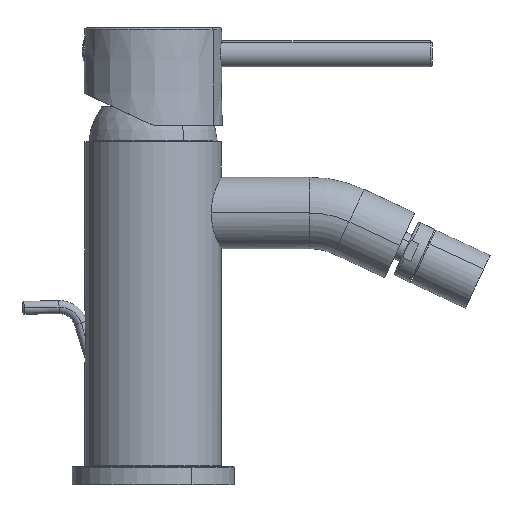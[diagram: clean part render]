
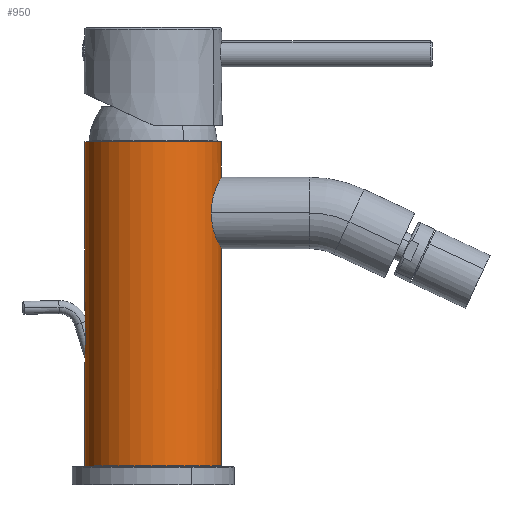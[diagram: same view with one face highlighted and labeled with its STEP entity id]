
A CAD part, front view. The second image highlights one B-rep face of the part: STEP entity #950.
In plain terms, the highlighted cylindrical face has radius 21 mm (diameter 42 mm), a partial arc.
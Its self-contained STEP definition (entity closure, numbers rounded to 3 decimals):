
#825=CARTESIAN_POINT('Axis2P3D Location',(0.,0.,50.)) ;
#830=CARTESIAN_POINT('Line Origine',(-21.,0.,50.)) ;
#834=CARTESIAN_POINT('Vertex',(-21.,0.,31.686)) ;
#836=CARTESIAN_POINT('Vertex',(-21.,0.,0.)) ;
#839=CARTESIAN_POINT('Axis2P3D Location',(0.,0.,0.)) ;
#843=CARTESIAN_POINT('Vertex',(21.,0.,0.)) ;
#846=CARTESIAN_POINT('Line Origine',(21.,0.,50.)) ;
#850=CARTESIAN_POINT('Vertex',(21.,0.,72.)) ;
#854=CARTESIAN_POINT('Control Point',(20.802,-2.877,83.265)) ;
#855=CARTESIAN_POINT('Control Point',(20.733,-3.372,82.995)) ;
#856=CARTESIAN_POINT('Control Point',(20.654,-3.835,82.666)) ;
#857=CARTESIAN_POINT('Control Point',(20.57,-4.257,82.285)) ;
#858=CARTESIAN_POINT('Control Point',(20.335,-5.302,81.089)) ;
#859=CARTESIAN_POINT('Control Point',(20.151,-5.922,79.593)) ;
#860=CARTESIAN_POINT('Control Point',(20.09,-6.11,78.549)) ;
#861=CARTESIAN_POINT('Control Point',(20.124,-6.021,76.435)) ;
#862=CARTESIAN_POINT('Control Point',(20.386,-5.079,74.557)) ;
#863=CARTESIAN_POINT('Control Point',(20.555,-4.41,73.736)) ;
#864=CARTESIAN_POINT('Control Point',(20.796,-3.148,72.731)) ;
#865=CARTESIAN_POINT('Control Point',(20.946,-1.646,72.191)) ;
#866=CARTESIAN_POINT('Control Point',(20.982,-1.104,72.064)) ;
#867=CARTESIAN_POINT('Control Point',(21.,-0.552,72.)) ;
#868=CARTESIAN_POINT('Control Point',(21.,0.,72.)) ;
#869=CARTESIAN_POINT('Vertex',(20.802,-2.877,83.265)) ;
#873=CARTESIAN_POINT('Control Point',(20.802,-2.877,83.265)) ;
#874=CARTESIAN_POINT('Control Point',(20.893,-2.221,83.623)) ;
#875=CARTESIAN_POINT('Control Point',(20.964,-1.504,83.874)) ;
#876=CARTESIAN_POINT('Control Point',(21.,-0.752,84.)) ;
#877=CARTESIAN_POINT('Control Point',(21.,0.,84.)) ;
#878=CARTESIAN_POINT('Vertex',(21.,0.,84.)) ;
#881=CARTESIAN_POINT('Line Origine',(21.,0.,50.)) ;
#885=CARTESIAN_POINT('Vertex',(21.,0.,100.)) ;
#888=CARTESIAN_POINT('Axis2P3D Location',(0.,0.,100.)) ;
#892=CARTESIAN_POINT('Vertex',(-21.,0.,100.)) ;
#895=CARTESIAN_POINT('Line Origine',(-21.,0.,50.)) ;
#899=CARTESIAN_POINT('Vertex',(-21.,0.,48.314)) ;
#903=CARTESIAN_POINT('Control Point',(-21.,0.,48.314)) ;
#904=CARTESIAN_POINT('Control Point',(-21.,-0.122,48.314)) ;
#905=CARTESIAN_POINT('Control Point',(-20.999,-0.244,48.286)) ;
#906=CARTESIAN_POINT('Control Point',(-20.997,-0.356,48.232)) ;
#907=CARTESIAN_POINT('Control Point',(-20.992,-0.632,48.048)) ;
#908=CARTESIAN_POINT('Control Point',(-20.983,-0.846,47.789)) ;
#909=CARTESIAN_POINT('Control Point',(-20.978,-0.963,47.618)) ;
#910=CARTESIAN_POINT('Control Point',(-20.963,-1.265,47.104)) ;
#911=CARTESIAN_POINT('Control Point',(-20.948,-1.488,46.549)) ;
#912=CARTESIAN_POINT('Control Point',(-20.938,-1.614,46.183)) ;
#913=CARTESIAN_POINT('Control Point',(-20.913,-1.921,45.154)) ;
#914=CARTESIAN_POINT('Control Point',(-20.892,-2.131,44.098)) ;
#915=CARTESIAN_POINT('Control Point',(-20.881,-2.239,43.421)) ;
#916=CARTESIAN_POINT('Control Point',(-20.86,-2.423,41.93)) ;
#917=CARTESIAN_POINT('Control Point',(-20.85,-2.503,40.429)) ;
#918=CARTESIAN_POINT('Control Point',(-20.849,-2.518,39.615)) ;
#919=CARTESIAN_POINT('Control Point',(-20.852,-2.493,38.17)) ;
#920=CARTESIAN_POINT('Control Point',(-20.867,-2.362,36.732)) ;
#921=CARTESIAN_POINT('Control Point',(-20.876,-2.283,36.107)) ;
#922=CARTESIAN_POINT('Control Point',(-20.896,-2.098,35.004)) ;
#923=CARTESIAN_POINT('Control Point',(-20.923,-1.8,33.927)) ;
#924=CARTESIAN_POINT('Control Point',(-20.937,-1.642,33.468)) ;
#925=CARTESIAN_POINT('Control Point',(-20.951,-1.453,33.012)) ;
#926=CARTESIAN_POINT('Control Point',(-20.966,-1.199,32.595)) ;
#927=CARTESIAN_POINT('Vertex',(-20.966,-1.199,32.595)) ;
#931=CARTESIAN_POINT('Control Point',(-21.,0.,31.686)) ;
#932=CARTESIAN_POINT('Control Point',(-21.,-0.314,31.686)) ;
#933=CARTESIAN_POINT('Control Point',(-20.994,-0.627,31.842)) ;
#934=CARTESIAN_POINT('Control Point',(-20.984,-0.84,32.08)) ;
#935=CARTESIAN_POINT('Control Point',(-20.975,-1.035,32.328)) ;
#936=CARTESIAN_POINT('Control Point',(-20.966,-1.199,32.595)) ;
#832=VECTOR('Line Direction',#831,1.) ;
#848=VECTOR('Line Direction',#847,1.) ;
#883=VECTOR('Line Direction',#882,1.) ;
#897=VECTOR('Line Direction',#896,1.) ;
#826=DIRECTION('Axis2P3D Direction',(0.,0.,1.)) ;
#827=DIRECTION('Axis2P3D XDirection',(1.,0.,0.)) ;
#831=DIRECTION('Vector Direction',(0.,0.,1.)) ;
#840=DIRECTION('Axis2P3D Direction',(0.,0.,1.)) ;
#847=DIRECTION('Vector Direction',(0.,0.,1.)) ;
#882=DIRECTION('Vector Direction',(0.,0.,1.)) ;
#889=DIRECTION('Axis2P3D Direction',(0.,0.,1.)) ;
#896=DIRECTION('Vector Direction',(0.,0.,1.)) ;
#828=AXIS2_PLACEMENT_3D('Cylinder Axis2P3D',#825,#826,#827) ;
#841=AXIS2_PLACEMENT_3D('Circle Axis2P3D',#839,#840,$) ;
#890=AXIS2_PLACEMENT_3D('Circle Axis2P3D',#888,#889,$) ;
#833=LINE('Line',#830,#832) ;
#849=LINE('Line',#846,#848) ;
#884=LINE('Line',#881,#883) ;
#898=LINE('Line',#895,#897) ;
#842=CIRCLE('generated circle',#841,21.) ;
#891=CIRCLE('generated circle',#890,21.) ;
#829=CYLINDRICAL_SURFACE('generated cylinder',#828,21.) ;
#838=EDGE_CURVE('',#835,#837,#833,.F.) ;
#845=EDGE_CURVE('',#837,#844,#842,.T.) ;
#852=EDGE_CURVE('',#844,#851,#849,.T.) ;
#871=EDGE_CURVE('',#851,#870,#853,.F.) ;
#880=EDGE_CURVE('',#870,#879,#872,.T.) ;
#887=EDGE_CURVE('',#879,#886,#884,.T.) ;
#894=EDGE_CURVE('',#886,#893,#891,.F.) ;
#901=EDGE_CURVE('',#893,#900,#898,.F.) ;
#929=EDGE_CURVE('',#900,#928,#902,.T.) ;
#937=EDGE_CURVE('',#928,#835,#930,.F.) ;
#939=ORIENTED_EDGE('',*,*,#838,.T.) ;
#940=ORIENTED_EDGE('',*,*,#845,.T.) ;
#941=ORIENTED_EDGE('',*,*,#852,.T.) ;
#942=ORIENTED_EDGE('',*,*,#871,.T.) ;
#943=ORIENTED_EDGE('',*,*,#880,.T.) ;
#944=ORIENTED_EDGE('',*,*,#887,.T.) ;
#945=ORIENTED_EDGE('',*,*,#894,.T.) ;
#946=ORIENTED_EDGE('',*,*,#901,.T.) ;
#947=ORIENTED_EDGE('',*,*,#929,.T.) ;
#948=ORIENTED_EDGE('',*,*,#937,.T.) ;
#938=EDGE_LOOP('',(#939,#940,#941,#942,#943,#944,#945,#946,#947,#948)) ;
#835=VERTEX_POINT('',#834) ;
#837=VERTEX_POINT('',#836) ;
#844=VERTEX_POINT('',#843) ;
#851=VERTEX_POINT('',#850) ;
#870=VERTEX_POINT('',#869) ;
#879=VERTEX_POINT('',#878) ;
#886=VERTEX_POINT('',#885) ;
#893=VERTEX_POINT('',#892) ;
#900=VERTEX_POINT('',#899) ;
#928=VERTEX_POINT('',#927) ;
#950=ADVANCED_FACE('Superficie.63',(#949),#829,.T.) ;
#853=B_SPLINE_CURVE_WITH_KNOTS('',5,(#854,#855,#856,#857,#858,#859,#860,#861,#862,#863,#864,#865,#866,#867,#868),.UNSPECIFIED.,.F.,.U.,(6,3,3,3,6),(0.,4.025,11.277,18.639,22.544),.UNSPECIFIED.) ;
#872=B_SPLINE_CURVE_WITH_KNOTS('',4,(#873,#874,#875,#876,#877),.UNSPECIFIED.,.F.,.U.,(5,5),(0.,4.255),.UNSPECIFIED.) ;
#902=B_SPLINE_CURVE_WITH_KNOTS('',5,(#903,#904,#905,#906,#907,#908,#909,#910,#911,#912,#913,#914,#915,#916,#917,#918,#919,#920,#921,#922,#923,#924,#925,#926),.UNSPECIFIED.,.F.,.U.,(6,3,3,3,3,3,3,6),(0.,0.862,2.332,5.073,9.927,15.691,20.138,23.588),.UNSPECIFIED.) ;
#930=B_SPLINE_CURVE_WITH_KNOTS('',5,(#931,#932,#933,#934,#935,#936),.UNSPECIFIED.,.F.,.U.,(6,6),(0.,2.22),.UNSPECIFIED.) ;
#949=FACE_OUTER_BOUND('',#938,.T.) ;
